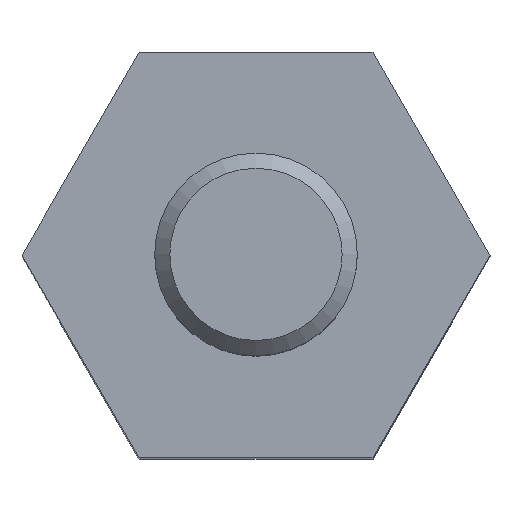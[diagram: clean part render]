
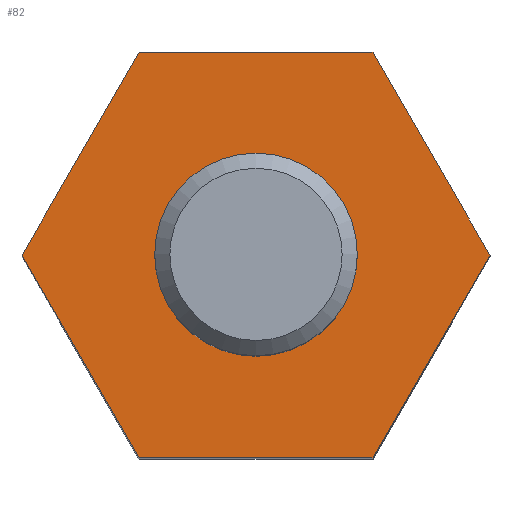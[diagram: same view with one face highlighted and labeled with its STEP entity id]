
A CAD part, top view. The second image highlights one B-rep face of the part: STEP entity #82.
In plain terms, the highlighted planar face has unit normal (0, 0, 1).
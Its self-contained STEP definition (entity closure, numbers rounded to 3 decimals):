
#82 = ADVANCED_FACE( '', ( #175, #176 ), #177, .T. );
#175 = FACE_BOUND( '', #273, .T. );
#176 = FACE_OUTER_BOUND( '', #274, .T. );
#177 = PLANE( '', #275 );
#273 = EDGE_LOOP( '', ( #419 ) );
#274 = EDGE_LOOP( '', ( #420, #421, #422, #423, #424, #425 ) );
#275 = AXIS2_PLACEMENT_3D( '', #426, #427, #428 );
#419 = ORIENTED_EDGE( '', *, *, #545, .T. );
#420 = ORIENTED_EDGE( '', *, *, #506, .T. );
#421 = ORIENTED_EDGE( '', *, *, #551, .T. );
#422 = ORIENTED_EDGE( '', *, *, #534, .T. );
#423 = ORIENTED_EDGE( '', *, *, #552, .T. );
#424 = ORIENTED_EDGE( '', *, *, #542, .T. );
#425 = ORIENTED_EDGE( '', *, *, #553, .T. );
#426 = CARTESIAN_POINT( '', ( 0., 0., 0. ) );
#427 = DIRECTION( '', ( 0., 0., 1. ) );
#428 = DIRECTION( '', ( 1., 0., 0. ) );
#506 = EDGE_CURVE( '', #575, #581, #583, .T. );
#534 = EDGE_CURVE( '', #619, #623, #625, .T. );
#542 = EDGE_CURVE( '', #633, #635, #637, .T. );
#545 = EDGE_CURVE( '', #641, #641, #642, .F. );
#551 = EDGE_CURVE( '', #581, #619, #648, .T. );
#552 = EDGE_CURVE( '', #623, #633, #649, .T. );
#553 = EDGE_CURVE( '', #635, #575, #650, .T. );
#575 = VERTEX_POINT( '', #675 );
#581 = VERTEX_POINT( '', #684 );
#583 = LINE( '', #687, #688 );
#619 = VERTEX_POINT( '', #728 );
#623 = VERTEX_POINT( '', #734 );
#625 = LINE( '', #737, #738 );
#633 = VERTEX_POINT( '', #748 );
#635 = VERTEX_POINT( '', #751 );
#637 = LINE( '', #754, #755 );
#641 = VERTEX_POINT( '', #759 );
#642 = CIRCLE( '', #760, 1.85 );
#648 = LINE( '', #766, #767 );
#649 = LINE( '', #768, #769 );
#650 = LINE( '', #770, #771 );
#675 = CARTESIAN_POINT( '', ( -2.309, -4., 0. ) );
#684 = CARTESIAN_POINT( '', ( 2.309, -4., 0. ) );
#687 = CARTESIAN_POINT( '', ( -2.309, -4., 0. ) );
#688 = VECTOR( '', #795, 1000. );
#728 = CARTESIAN_POINT( '', ( 4.619, 0., 0. ) );
#734 = CARTESIAN_POINT( '', ( 2.309, 4., 0. ) );
#737 = CARTESIAN_POINT( '', ( 4.619, 0., 0. ) );
#738 = VECTOR( '', #836, 1000. );
#748 = CARTESIAN_POINT( '', ( -2.309, 4., 0. ) );
#751 = CARTESIAN_POINT( '', ( -4.619, 0., 0. ) );
#754 = CARTESIAN_POINT( '', ( -2.309, 4., 0. ) );
#755 = VECTOR( '', #844, 1000. );
#759 = CARTESIAN_POINT( '', ( 1.85, 0., 0. ) );
#760 = AXIS2_PLACEMENT_3D( '', #848, #849, #850 );
#766 = CARTESIAN_POINT( '', ( 2.309, -4., 0. ) );
#767 = VECTOR( '', #854, 1000. );
#768 = CARTESIAN_POINT( '', ( 2.309, 4., 0. ) );
#769 = VECTOR( '', #855, 1000. );
#770 = CARTESIAN_POINT( '', ( -4.619, 0., 0. ) );
#771 = VECTOR( '', #856, 1000. );
#795 = DIRECTION( '', ( 1., 0., 0. ) );
#836 = DIRECTION( '', ( -0.5, 0.866, 0. ) );
#844 = DIRECTION( '', ( -0.5, -0.866, 0. ) );
#848 = CARTESIAN_POINT( '', ( 0., 0., 0. ) );
#849 = DIRECTION( '', ( 0., 0., 1. ) );
#850 = DIRECTION( '', ( 1., 0., 0. ) );
#854 = DIRECTION( '', ( 0.5, 0.866, 0. ) );
#855 = DIRECTION( '', ( -1., 0., 0. ) );
#856 = DIRECTION( '', ( 0.5, -0.866, 0. ) );
